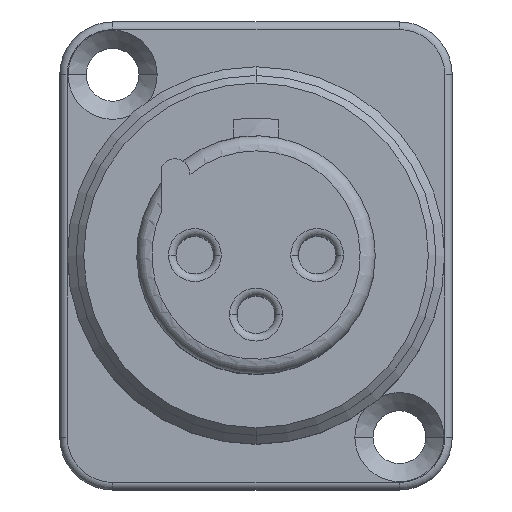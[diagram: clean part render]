
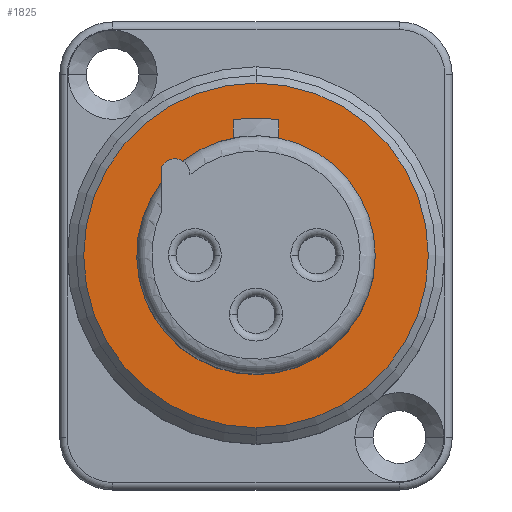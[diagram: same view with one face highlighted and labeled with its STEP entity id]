
A CAD part, top view. The second image highlights one B-rep face of the part: STEP entity #1825.
In plain terms, the highlighted planar face has unit normal (0, 0, 1).
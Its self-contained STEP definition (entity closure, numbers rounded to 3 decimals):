
#611=CARTESIAN_POINT('',(-5.374,5.374,22.9));
#612=DIRECTION('',(0.,0.,1.));
#613=DIRECTION('',(0.517,0.856,0.));
#614=AXIS2_PLACEMENT_3D('',#611,#612,#613);
#616=DIRECTION('',(0.,-1.,0.));
#617=VECTOR('',#616,1.033);
#618=CARTESIAN_POINT('',(-6.23,5.891,22.9));
#619=LINE('',#618,#617);
#620=CARTESIAN_POINT('',(0.,0.,22.9));
#621=DIRECTION('',(0.,0.,1.));
#622=DIRECTION('',(-0.789,0.615,0.));
#623=AXIS2_PLACEMENT_3D('',#620,#621,#622);
#655=CARTESIAN_POINT('',(0.,0.,22.9));
#656=DIRECTION('',(0.,0.,1.));
#657=DIRECTION('',(0.,1.,0.));
#658=AXIS2_PLACEMENT_3D('',#655,#656,#657);
#660=CARTESIAN_POINT('',(0.,0.,22.9));
#661=DIRECTION('',(0.,0.,1.));
#662=DIRECTION('',(0.,-1.,0.));
#663=AXIS2_PLACEMENT_3D('',#660,#661,#662);
#1126=CARTESIAN_POINT('',(-4.857,6.23,22.9));
#1128=VERTEX_POINT('',#1126);
#1130=CARTESIAN_POINT('',(-6.23,5.891,22.9));
#1131=VERTEX_POINT('',#1130);
#1132=CARTESIAN_POINT('',(-6.23,4.857,22.9));
#1133=VERTEX_POINT('',#1132);
#1230=CARTESIAN_POINT('',(0.,11.417,22.9));
#1231=CARTESIAN_POINT('',(0.,-11.417,22.9));
#1232=VERTEX_POINT('',#1230);
#1233=VERTEX_POINT('',#1231);
#1807=CARTESIAN_POINT('',(0.,0.,22.9));
#1808=DIRECTION('',(0.,0.,-1.));
#1809=DIRECTION('',(0.,-1.,0.));
#1810=AXIS2_PLACEMENT_3D('',#1807,#1808,#1809);
#1811=PLANE('',#1810);
#1812=ORIENTED_EDGE('',*,*,#1761,.F.);
#1814=ORIENTED_EDGE('',*,*,#1813,.F.);
#1815=EDGE_LOOP('',(#1812,#1814));
#1816=FACE_OUTER_BOUND('',#1815,.F.);
#1818=ORIENTED_EDGE('',*,*,#1817,.T.);
#1820=ORIENTED_EDGE('',*,*,#1819,.T.);
#1822=ORIENTED_EDGE('',*,*,#1821,.T.);
#1823=EDGE_LOOP('',(#1818,#1820,#1822));
#1824=FACE_BOUND('',#1823,.F.);
#615=CIRCLE('',#614,1.);
#624=CIRCLE('',#623,7.9);
#659=CIRCLE('',#658,11.417);
#664=CIRCLE('',#663,11.417);
#1761=EDGE_CURVE('',#1232,#1233,#659,.T.);
#1813=EDGE_CURVE('',#1233,#1232,#664,.T.);
#1817=EDGE_CURVE('',#1128,#1131,#615,.T.);
#1819=EDGE_CURVE('',#1131,#1133,#619,.T.);
#1821=EDGE_CURVE('',#1133,#1128,#624,.T.);
#1825=ADVANCED_FACE('',(#1816,#1824),#1811,.F.);
